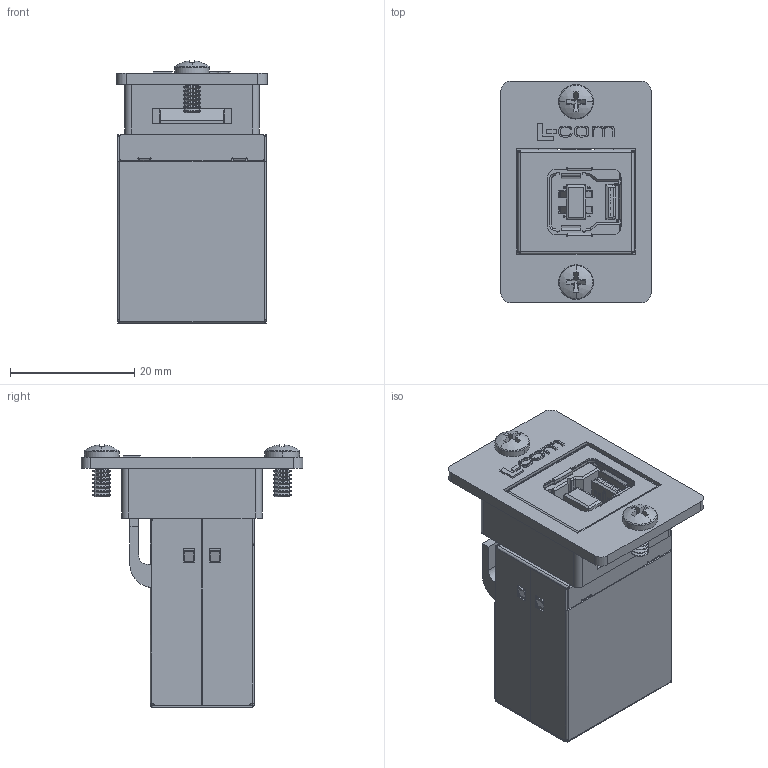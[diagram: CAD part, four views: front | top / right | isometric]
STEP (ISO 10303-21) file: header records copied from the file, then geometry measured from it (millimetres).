
FILE_DESCRIPTION (( 'STEP AP214' ), '1' );
FILE_NAME ('ECFU3KEY-BA-S_3D.step', '2023-03-02T14:23:51', ( '' ), ( '' ), 'SwSTEP 2.0', 'SolidWorks 2022', '' );
FILE_SCHEMA (( 'AUTOMOTIVE_DESIGN' ));
Length unit declared in the file: inch
Products named in the file (12): 1AG01-334; 1AG01-336; 1AJ02-046_default; 1BC01-108; ECF-U3KEY_Default(1AG01-332); ECF504-3AB-MA1; ECFU3KEY-BA-S_3D; 1AG02-080_CRIMPED; 1AA05-120_90 deg bend; 1AG02-078_CRIMPED; U3KEY-BA-S; 1AA05-054_Crimped
Assembly tree (12 placements, depth 4):
  ECFU3KEY-BA-S_3D
    ECF-U3KEY_Default(1AG01-332)
    U3KEY-BA-S
      1AG01-336
      ECF504-3AB-MA1
        1BC01-108
        1AA05-054_Crimped
        1AA05-120_90 deg bend
      1AG01-334
      1AG02-080_CRIMPED
      1AG02-078_CRIMPED
    1AJ02-046_default  x2
Bounding box: 24.13 x 35.56 x 42.11 mm (x, y, z)
Volume: 10374.6 mm3; surface area: 24263.4 mm2
Topology: 19 solids, 19 shells, 3409 faces, 9076 edges, 5850 vertices
Faces by surface type: plane 2025, cylinder 776, bspline 440, cone 88, torus 52, sphere 28
Entity records: 141271 total; most frequent: CARTESIAN_POINT 44958, ORIENTED_EDGE 17704, DIRECTION 15156, EDGE_CURVE 8852, LINE 6240, VECTOR 6240, VERTEX_POINT 5726, AXIS2_PLACEMENT_3D 4458
